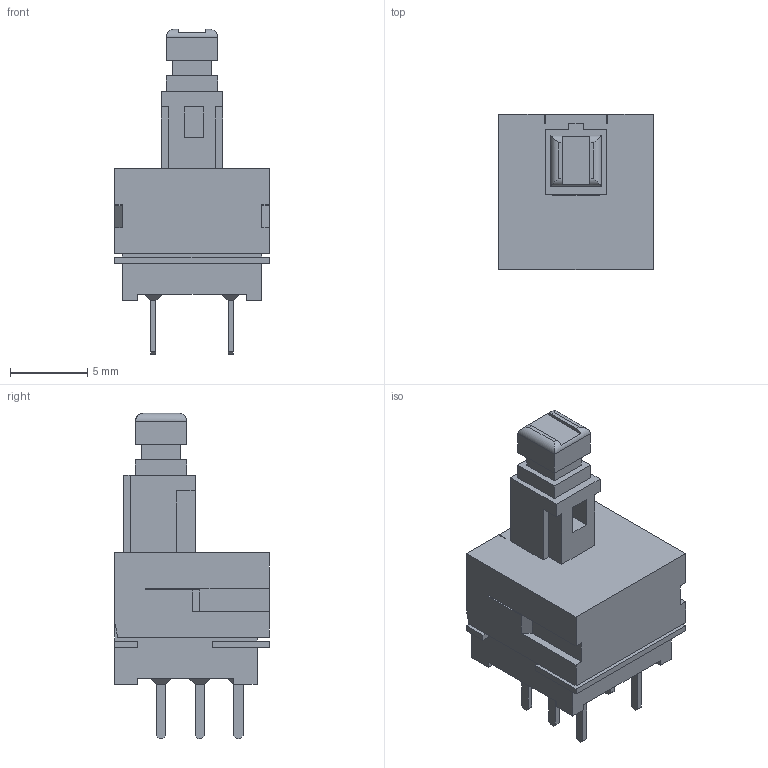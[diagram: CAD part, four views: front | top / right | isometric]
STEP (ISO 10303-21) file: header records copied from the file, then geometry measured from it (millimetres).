
FILE_DESCRIPTION (( 'STEP AP214' ), '1' );
FILE_NAME ('SPPH110300-REVISED.STEP', '2019-12-05T08:04:32', ( '' ), ( '' ), 'SwSTEP 2.0', 'SolidWorks 2019', '' );
FILE_SCHEMA (( 'AUTOMOTIVE_DESIGN' ));
Length unit declared in the file: millimetre
Products named in the file (1): SPPH110300-REVISED
Bounding box: 10 x 10 x 21 mm (x, y, z)
Volume: 883.9 mm3; surface area: 770.6 mm2
Topology: 1 solids, 1 shells, 175 faces, 456 edges, 294 vertices
Faces by surface type: plane 171, cylinder 4
Entity records: 6194 total; most frequent: CARTESIAN_POINT 938, ORIENTED_EDGE 912, DIRECTION 808, EDGE_CURVE 456, LINE 448, VECTOR 448, VERTEX_POINT 294, EDGE_LOOP 186
